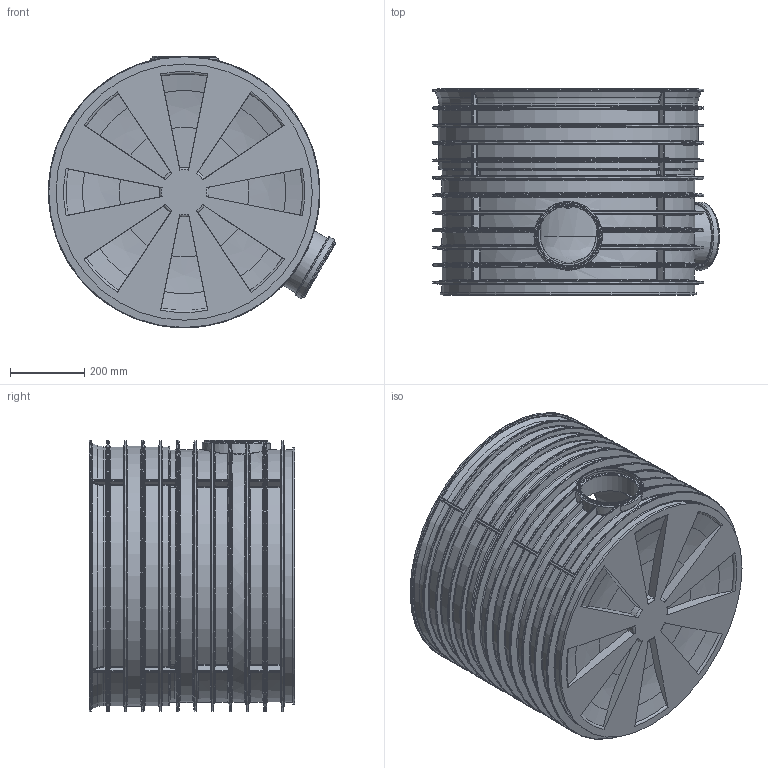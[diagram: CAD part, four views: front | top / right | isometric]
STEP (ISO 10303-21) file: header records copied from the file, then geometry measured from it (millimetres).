
FILE_DESCRIPTION(/* description */ (''),/* implementation_level */ '2;1');
FILE_NAME(/* name */ '661520z.stp',/* time_stamp */ '2024-09-17T10:47:53+02:00',/* author */ ('corinna'),/* organization */ (''),/* preprocessor_version */ 'ST-DEVELOPER v20',/* originating_system */ 'Autodesk Inventor 2024',/* authorisation */ '');
FILE_SCHEMA (('AUTOMOTIVE_DESIGN { 1 0 10303 214 3 1 1 }'));
Length unit declared in the file: millimetre
Products named in the file (3): 661520z; 661520 Schacht DN600 Boden; 661520 Schachtboden DN600 Grundkörper_
Assembly tree (2 placements, depth 2):
  661520z
    661520 Schacht DN600 Boden
    661520 Schachtboden DN600 Grundkörper_
Bounding box: 773.04 x 554.5 x 731.5 mm (x, y, z)
Volume: 23317790.8 mm3; surface area: 5539592.3 mm2
Topology: 2 solids, 12 shells, 1523 faces, 3704 edges, 2093 vertices
Faces by surface type: bspline 643, cylinder 256, torus 233, plane 157, sphere 119, cone 115
Full cylindrical faces by diameter (mm): 120 x1, 135 x1, 150 x1, 160.5 x2, 160.7 x1, 160.8 x3, 169.5 x1, 169.8 x1, 173.8 x2, 182.8 x1, 640 x1, 650 x1, 666 x2, 681 x2, 685 x1, 690 x1, 700 x1, 731 x4
Entity records: 63848 total; most frequent: CARTESIAN_POINT 32757, ORIENTED_EDGE 7144, DIRECTION 5474, EDGE_CURVE 3572, AXIS2_PLACEMENT_3D 2481, VERTEX_POINT 2093, CIRCLE 1577, EDGE_LOOP 1563
